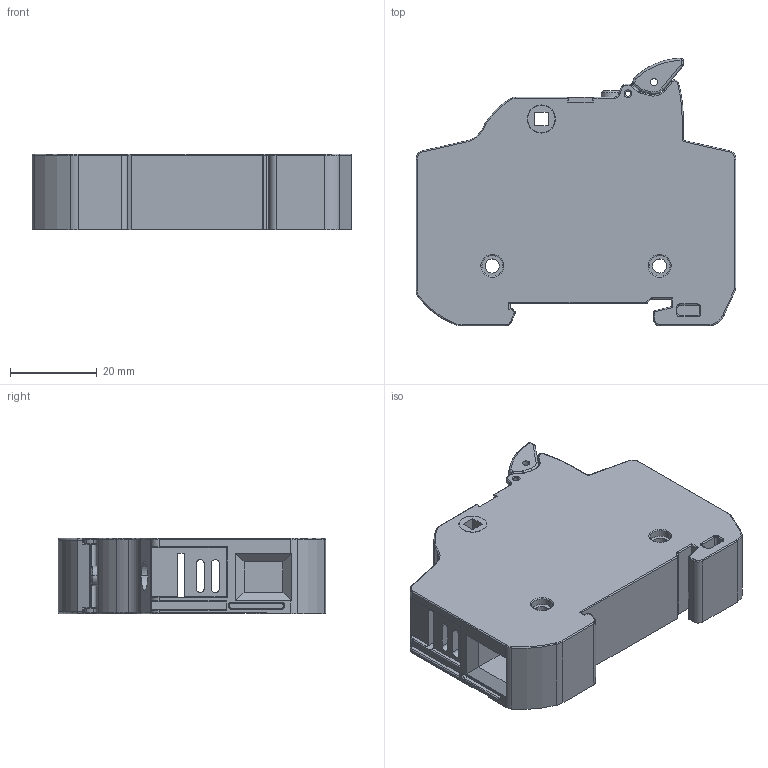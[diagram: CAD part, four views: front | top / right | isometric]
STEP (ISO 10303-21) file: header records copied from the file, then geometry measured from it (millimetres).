
FILE_DESCRIPTION (( 'STEP AP214' ), '1' );
FILE_NAME ('EHCC1DIU-12.STEP', '2012-06-01T17:44:04', ( '.adc' ), ( '' ), 'SwSTEP 2.0', 'SolidWorks 2011', '' );
FILE_SCHEMA (( 'AUTOMOTIVE_DESIGN' ));
Length unit declared in the file: millimetre
Products named in the file (1): EHCC1DIU-12
Bounding box: 73.88 x 61.82 x 17.5 mm (x, y, z)
Volume: 52741.8 mm3; surface area: 19587.8 mm2
Topology: 2 solids, 2 shells, 595 faces, 1529 edges, 962 vertices
Faces by surface type: plane 247, cylinder 198, torus 112, bspline 26, cone 12
Entity records: 19997 total; most frequent: CARTESIAN_POINT 4839, DIRECTION 3146, ORIENTED_EDGE 3058, EDGE_CURVE 1529, AXIS2_PLACEMENT_3D 1141, VERTEX_POINT 962, LINE 864, VECTOR 864
